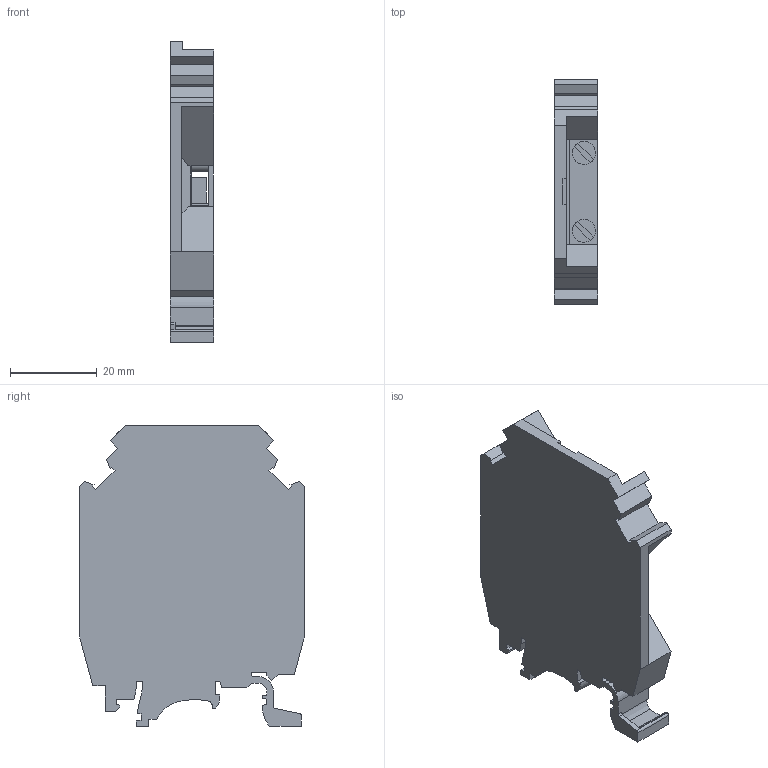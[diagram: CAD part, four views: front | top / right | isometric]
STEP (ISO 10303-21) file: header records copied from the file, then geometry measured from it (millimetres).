
FILE_DESCRIPTION(('Creo Elements/Direct Modeling STEP Export'),'2;1');
FILE_NAME('model.stp','2021-03-31T 1:16:54',(''),(''),'Creo Elements/Direct Modeling STEP processor for AP214 (Solid Model)','Creo Elements/Direct Modeling 20.1D 10-Oct-2020 (C) Parametric Technology GmbH','');
FILE_SCHEMA(('AUTOMOTIVE_DESIGN { 1 0 10303 214 1 1 1 1 }'));
Length unit declared in the file: millimetre
Products named in the file (2): UHSK_S_2000-select
Assembly tree (1 placements, depth 2):
  UHSK_S_2000-select
    UHSK_S_2000-select
Bounding box: 10.1 x 52 x 69.5 mm (x, y, z)
Volume: 22088.1 mm3; surface area: 10956.2 mm2
Topology: 1 solids, 1 shells, 179 faces, 517 edges, 340 vertices
Faces by surface type: plane 155, cylinder 24
Entity records: 7098 total; most frequent: ORIENTED_EDGE 1034, CARTESIAN_POINT 999, DIRECTION 870, EDGE_CURVE 517, VECTOR 448, LINE 448, VERTEX_POINT 340, AXIS2_PLACEMENT_3D 211
